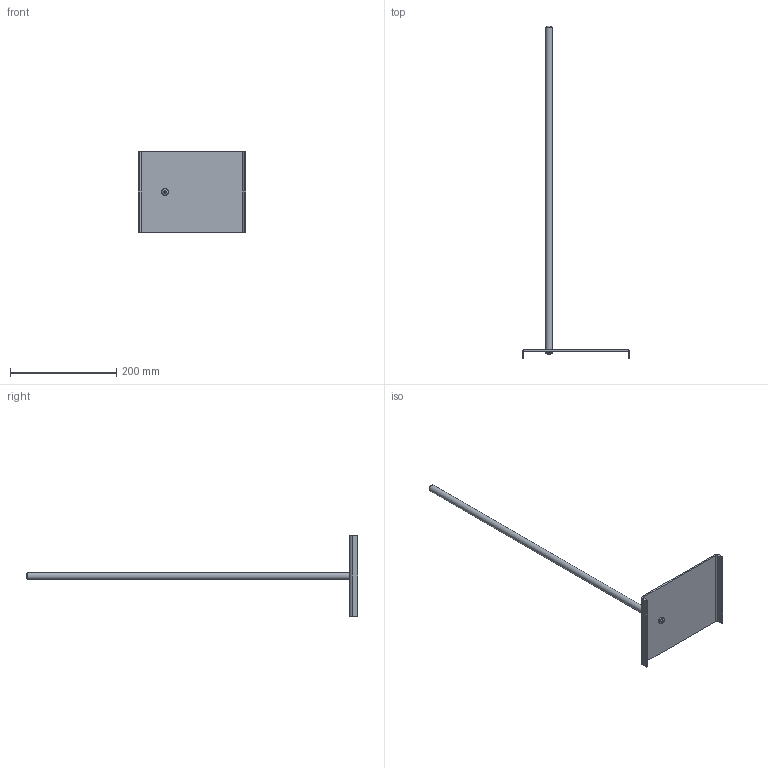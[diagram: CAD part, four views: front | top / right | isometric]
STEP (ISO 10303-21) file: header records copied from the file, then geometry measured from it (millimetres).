
FILE_DESCRIPTION (( 'STEP AP203' ), '1' );
FILE_NAME ('T15279 LAB STAND.STEP', '2019-03-28T18:49:41', ( '' ), ( '' ), 'SwSTEP 2.0', 'SolidWorks 2017', '' );
FILE_SCHEMA (( 'CONFIG_CONTROL_DESIGN' ));
Length unit declared in the file: inch
Products named in the file (1): T15279 LAB STAND
Bounding box: 203.2 x 625.53 x 152.4 mm (x, y, z)
Volume: 181648.9 mm3; surface area: 95540.7 mm2
Topology: 1 solids, 3 shells, 60 faces, 139 edges, 87 vertices
Faces by surface type: plane 39, cylinder 11, cone 6, bspline 2, sphere 1, torus 1
Full cylindrical faces by diameter (mm): 5.105 x1, 7.137 x1, 12.497 x1, 12.7 x1
Entity records: 2814 total; most frequent: CARTESIAN_POINT 1428, DIRECTION 275, ORIENTED_EDGE 258, EDGE_CURVE 129, AXIS2_PLACEMENT_3D 105, VERTEX_POINT 84, EDGE_LOOP 71, FACE_OUTER_BOUND 66
